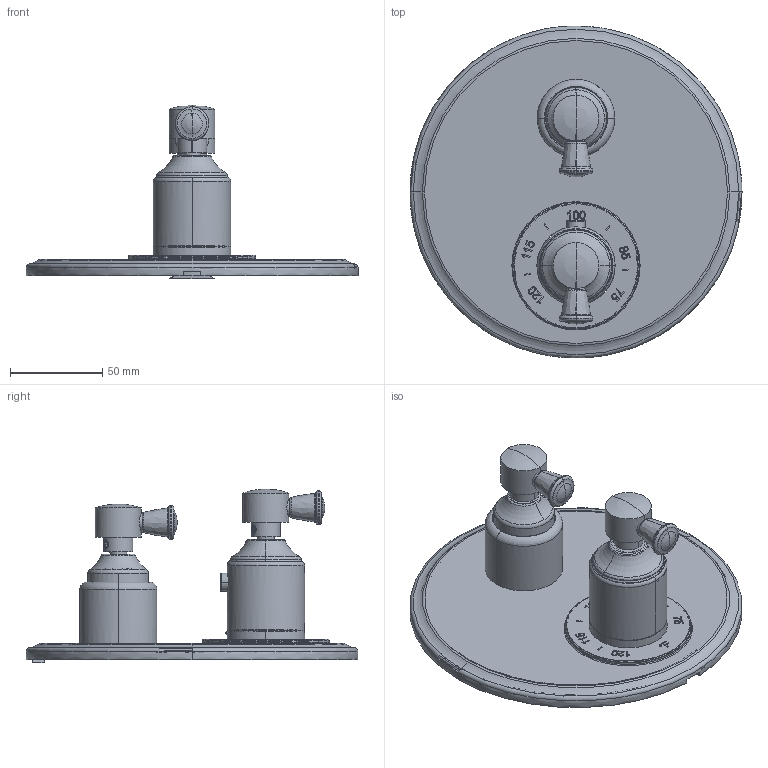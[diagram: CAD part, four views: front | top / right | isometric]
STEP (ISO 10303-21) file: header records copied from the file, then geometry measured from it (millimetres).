
FILE_DESCRIPTION((''),'2;1');
FILE_NAME('3-1203TR_SW0001','2016-11-29T',('vinay.hs'),(''),'PRO/ENGINEER BY PARAMETRIC TECHNOLOGY CORPORATION, 2014000','PRO/ENGINEER BY PARAMETRIC TECHNOLOGY CORPORATION, 2014000','');
FILE_SCHEMA(('CONFIG_CONTROL_DESIGN'));
Products named in the file (1): 3-1203TR_SW0001
Bounding box: 180 x 180 x 94.16 mm (x, y, z)
Surface area: 140279.4 mm2 (no closed solid volume)
Topology: 0 solids, 0 shells, 949 faces, 5229 edges, 5175 vertices
Faces by surface type: bspline 871, torus 66, sphere 12
Entity records: 324845 total; most frequent: CARTESIAN_POINT 282818, DIRECTION 5632, DEFINITIONAL_REPRESENTATION 5129, PCURVE 5129, COMPOSITE_CURVE_SEGMENT 5129, TRIMMED_CURVE 4851, VECTOR 4226, LINE 4226
